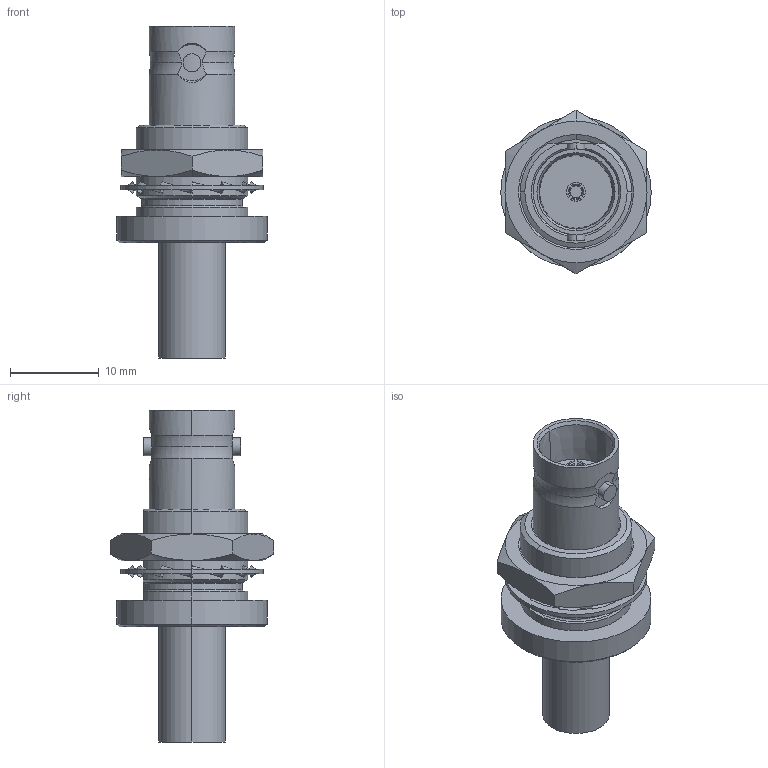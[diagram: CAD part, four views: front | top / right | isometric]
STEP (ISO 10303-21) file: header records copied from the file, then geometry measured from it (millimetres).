
FILE_DESCRIPTION (( 'STEP AP214' ), '1' );
FILE_NAME ('J01003A0002.STEP', '2018-07-12T09:50:50', ( '' ), ( '' ), 'SwSTEP 2.0', 'SolidWorks 2017', '' );
FILE_SCHEMA (( 'AUTOMOTIVE_DESIGN' ));
Length unit declared in the file: millimetre
Products named in the file (1): J01003A0002
Bounding box: 17 x 18.48 x 37.5 mm (x, y, z)
Volume: 3033.8 mm3; surface area: 2561.2 mm2
Topology: 2 solids, 2 shells, 239 faces, 602 edges, 385 vertices
Faces by surface type: plane 84, cylinder 53, cone 48, bspline 36, torus 18
Entity records: 10530 total; most frequent: CARTESIAN_POINT 2473, ORIENTED_EDGE 1204, DIRECTION 1020, EDGE_CURVE 602, VERTEX_POINT 385, AXIS2_PLACEMENT_3D 376, VECTOR 268, LINE 268
